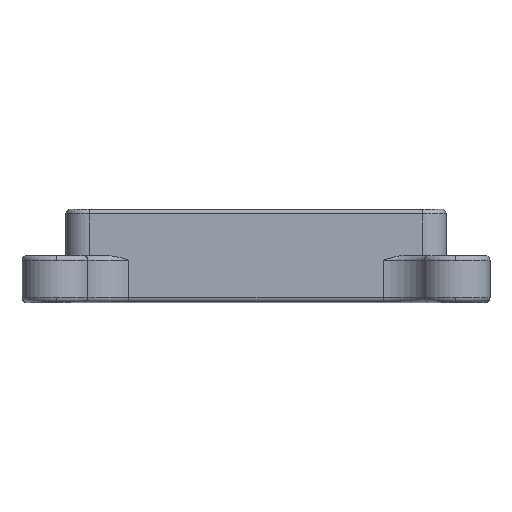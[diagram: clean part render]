
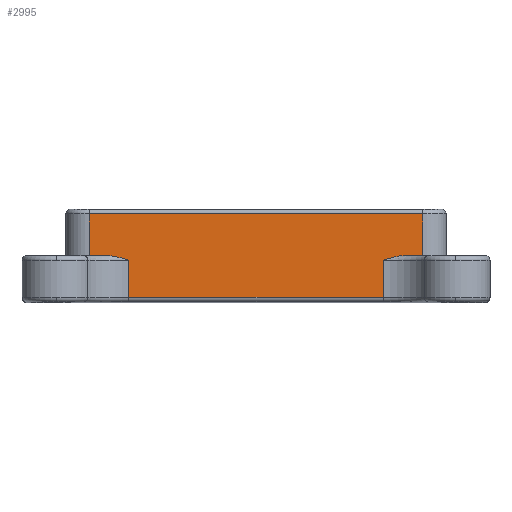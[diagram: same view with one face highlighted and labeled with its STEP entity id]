
A CAD part, top view. The second image highlights one B-rep face of the part: STEP entity #2995.
In plain terms, the highlighted planar face has unit normal (0, 0, 1).
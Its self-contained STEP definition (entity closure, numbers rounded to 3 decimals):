
#42 = LINE ( 'NONE', #3178, #4640 ) ;
#59 = EDGE_CURVE ( 'NONE', #4939, #1684, #3064, .T. ) ;
#75 = PLANE ( 'NONE',  #2346 ) ;
#209 = DIRECTION ( 'NONE',  ( 0., 1., 0. ) ) ;
#217 = EDGE_CURVE ( 'NONE', #435, #4151, #3680, .T. ) ;
#299 = CARTESIAN_POINT ( 'NONE',  ( -27.436, -1., 47.25 ) ) ;
#304 = DIRECTION ( 'NONE',  ( 1., 0., 0. ) ) ;
#340 = EDGE_CURVE ( 'NONE', #4490, #435, #2214, .T. ) ;
#402 = CARTESIAN_POINT ( 'NONE',  ( -30.46, -0.159, 47.25 ) ) ;
#435 = VERTEX_POINT ( 'NONE', #4921 ) ;
#455 = ORIENTED_EDGE ( 'NONE', *, *, #2139, .T. ) ;
#539 = CARTESIAN_POINT ( 'NONE',  ( -27.436, -9., 47.25 ) ) ;
#615 = CARTESIAN_POINT ( 'NONE',  ( 36., 9., 47.25 ) ) ;
#716 = EDGE_CURVE ( 'NONE', #4025, #4939, #4957, .T. ) ;
#724 = LINE ( 'NONE', #3418, #1665 ) ;
#769 = LINE ( 'NONE', #3106, #2336 ) ;
#774 = CARTESIAN_POINT ( 'NONE',  ( -28.184, -0.763, 47.25 ) ) ;
#958 = LINE ( 'NONE', #4531, #4666 ) ;
#967 = ORIENTED_EDGE ( 'NONE', *, *, #340, .T. ) ;
#1187 = ORIENTED_EDGE ( 'NONE', *, *, #4267, .T. ) ;
#1231 = CARTESIAN_POINT ( 'NONE',  ( -31.234, -0.039, 47.25 ) ) ;
#1290 = CARTESIAN_POINT ( 'NONE',  ( 31.234, -0.039, 47.25 ) ) ;
#1356 = DIRECTION ( 'NONE',  ( -1., 0., 0. ) ) ;
#1491 = EDGE_CURVE ( 'NONE', #4115, #4490, #958, .T. ) ;
#1576 = CARTESIAN_POINT ( 'NONE',  ( -27.436, -1., 47.25 ) ) ;
#1626 = CARTESIAN_POINT ( 'NONE',  ( 30.46, -0.159, 47.25 ) ) ;
#1637 = ORIENTED_EDGE ( 'NONE', *, *, #1491, .T. ) ;
#1665 = VECTOR ( 'NONE', #209, 1000. ) ;
#1680 = CARTESIAN_POINT ( 'NONE',  ( 28.184, -0.763, 47.25 ) ) ;
#1684 = VERTEX_POINT ( 'NONE', #4735 ) ;
#1709 = ORIENTED_EDGE ( 'NONE', *, *, #59, .T. ) ;
#1714 = DIRECTION ( 'NONE',  ( 0., 0., -1. ) ) ;
#1738 = CARTESIAN_POINT ( 'NONE',  ( -41., 10., 47.25 ) ) ;
#1948 = ORIENTED_EDGE ( 'NONE', *, *, #217, .T. ) ;
#1958 = CARTESIAN_POINT ( 'NONE',  ( 27.436, -9., 47.25 ) ) ;
#1962 = CARTESIAN_POINT ( 'NONE',  ( -28.936, -0.538, 47.25 ) ) ;
#2030 = ORIENTED_EDGE ( 'NONE', *, *, #5033, .T. ) ;
#2060 = EDGE_LOOP ( 'NONE', ( #455, #1187, #2030, #2280, #1709, #3121, #1637, #967, #1948, #4129 ) ) ;
#2093 = CARTESIAN_POINT ( 'NONE',  ( 32.018, 0., 47.25 ) ) ;
#2126 = CARTESIAN_POINT ( 'NONE',  ( -36., 10., 47.25 ) ) ;
#2139 = EDGE_CURVE ( 'NONE', #2795, #4873, #42, .T. ) ;
#2182 = CARTESIAN_POINT ( 'NONE',  ( 36., 10., 47.25 ) ) ;
#2206 = CARTESIAN_POINT ( 'NONE',  ( -32.018, 0., 47.25 ) ) ;
#2214 = LINE ( 'NONE', #2126, #2914 ) ;
#2280 = ORIENTED_EDGE ( 'NONE', *, *, #716, .T. ) ;
#2310 = CARTESIAN_POINT ( 'NONE',  ( -27.809, -0.882, 47.25 ) ) ;
#2334 = CARTESIAN_POINT ( 'NONE',  ( -31.624, 0., 47.25 ) ) ;
#2336 = VECTOR ( 'NONE', #304, 1000. ) ;
#2343 = VECTOR ( 'NONE', #3096, 1000. ) ;
#2346 = AXIS2_PLACEMENT_3D ( 'NONE', #1738, #1714, #4923 ) ;
#2398 = DIRECTION ( 'NONE',  ( 0., -1., 0. ) ) ;
#2461 = CARTESIAN_POINT ( 'NONE',  ( -41., 0., 47.25 ) ) ;
#2520 = CARTESIAN_POINT ( 'NONE',  ( -36., 9., 47.25 ) ) ;
#2619 = DIRECTION ( 'NONE',  ( 0., -1., 0. ) ) ;
#2720 = CARTESIAN_POINT ( 'NONE',  ( -41., 0., 47.25 ) ) ;
#2795 = VERTEX_POINT ( 'NONE', #299 ) ;
#2816 = DIRECTION ( 'NONE',  ( 1., 0., 0. ) ) ;
#2914 = VECTOR ( 'NONE', #2619, 1000. ) ;
#2954 = LINE ( 'NONE', #2182, #3559 ) ;
#2995 = ADVANCED_FACE ( 'NONE', ( #3627 ), #75, .F. ) ;
#3064 = LINE ( 'NONE', #2720, #2343 ) ;
#3096 = DIRECTION ( 'NONE',  ( 1., 0., 0. ) ) ;
#3106 = CARTESIAN_POINT ( 'NONE',  ( -41., -9., 47.25 ) ) ;
#3121 = ORIENTED_EDGE ( 'NONE', *, *, #4842, .T. ) ;
#3178 = CARTESIAN_POINT ( 'NONE',  ( -27.436, -10., 47.25 ) ) ;
#3179 = CARTESIAN_POINT ( 'NONE',  ( -32.018, 0., 47.25 ) ) ;
#3199 = CARTESIAN_POINT ( 'NONE',  ( 27.436, -1., 47.25 ) ) ;
#3250 = CARTESIAN_POINT ( 'NONE',  ( 28.933, -0.526, 47.25 ) ) ;
#3255 = DIRECTION ( 'NONE',  ( 0., 1., 0. ) ) ;
#3294 = CARTESIAN_POINT ( 'NONE',  ( 27.436, -1., 47.25 ) ) ;
#3418 = CARTESIAN_POINT ( 'NONE',  ( 27.436, 0., 47.25 ) ) ;
#3559 = VECTOR ( 'NONE', #3255, 1000. ) ;
#3627 = FACE_OUTER_BOUND ( 'NONE', #2060, .T. ) ;
#3680 = LINE ( 'NONE', #2461, #4316 ) ;
#3826 = B_SPLINE_CURVE_WITH_KNOTS ( 'NONE', 3,
 ( #3179, #2334, #1231, #402, #5105, #4387, #1962, #774, #2310, #1576 ),
 .UNSPECIFIED., .F., .F.,
 ( 4, 2, 2, 2, 4 ),
 ( 0., 0.001, 0.002, 0.004, 0.005 ),
 .UNSPECIFIED. ) ;
#4025 = VERTEX_POINT ( 'NONE', #3294 ) ;
#4054 = CARTESIAN_POINT ( 'NONE',  ( 31.624, 0., 47.25 ) ) ;
#4115 = VERTEX_POINT ( 'NONE', #615 ) ;
#4129 = ORIENTED_EDGE ( 'NONE', *, *, #5121, .T. ) ;
#4151 = VERTEX_POINT ( 'NONE', #2206 ) ;
#4267 = EDGE_CURVE ( 'NONE', #4873, #4275, #769, .T. ) ;
#4275 = VERTEX_POINT ( 'NONE', #1958 ) ;
#4316 = VECTOR ( 'NONE', #2816, 1000. ) ;
#4387 = CARTESIAN_POINT ( 'NONE',  ( -29.314, -0.431, 47.25 ) ) ;
#4490 = VERTEX_POINT ( 'NONE', #2520 ) ;
#4531 = CARTESIAN_POINT ( 'NONE',  ( -36., 9., 47.25 ) ) ;
#4640 = VECTOR ( 'NONE', #2398, 1000. ) ;
#4666 = VECTOR ( 'NONE', #1356, 1000. ) ;
#4735 = CARTESIAN_POINT ( 'NONE',  ( 36., 0., 47.25 ) ) ;
#4831 = CARTESIAN_POINT ( 'NONE',  ( 30.076, -0.242, 47.25 ) ) ;
#4842 = EDGE_CURVE ( 'NONE', #1684, #4115, #2954, .T. ) ;
#4873 = VERTEX_POINT ( 'NONE', #539 ) ;
#4921 = CARTESIAN_POINT ( 'NONE',  ( -36., 0., 47.25 ) ) ;
#4923 = DIRECTION ( 'NONE',  ( -1., 0., 0. ) ) ;
#4939 = VERTEX_POINT ( 'NONE', #5004 ) ;
#4957 = B_SPLINE_CURVE_WITH_KNOTS ( 'NONE', 3,
 ( #3199, #1680, #3250, #4831, #1626, #1290, #4054, #2093 ),
 .UNSPECIFIED., .F., .F.,
 ( 4, 2, 2, 4 ),
 ( 0., 0.002, 0.004, 0.005 ),
 .UNSPECIFIED. ) ;
#5004 = CARTESIAN_POINT ( 'NONE',  ( 32.018, 0., 47.25 ) ) ;
#5033 = EDGE_CURVE ( 'NONE', #4275, #4025, #724, .T. ) ;
#5105 = CARTESIAN_POINT ( 'NONE',  ( -30.076, -0.242, 47.25 ) ) ;
#5121 = EDGE_CURVE ( 'NONE', #4151, #2795, #3826, .T. ) ;
